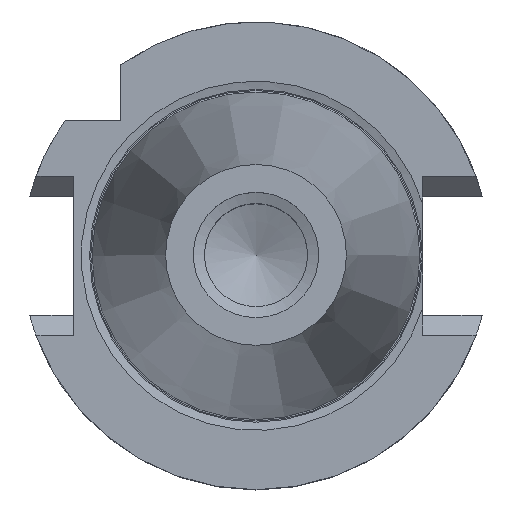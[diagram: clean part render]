
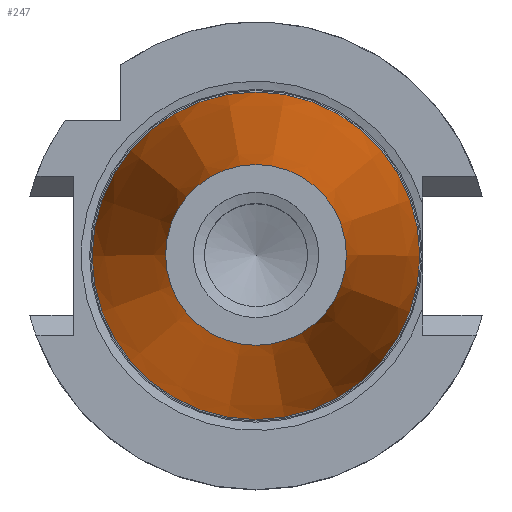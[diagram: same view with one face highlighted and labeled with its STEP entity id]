
A CAD part, top view. The second image highlights one B-rep face of the part: STEP entity #247.
In plain terms, the highlighted conical face has half-angle 8.298 degrees and reference radius 12.271 mm.
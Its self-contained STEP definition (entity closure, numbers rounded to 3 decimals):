
#231=CONICAL_SURFACE('',#922,12.271,8.298);
#247=ADVANCED_FACE('',(#317,#318),#231,.T.);
#317=FACE_BOUND('',#351,.T.);
#318=FACE_BOUND('',#352,.T.);
#351=EDGE_LOOP('',(#419));
#352=EDGE_LOOP('',(#420));
#419=ORIENTED_EDGE('',*,*,#737,.T.);
#420=ORIENTED_EDGE('',*,*,#735,.F.);
#650=VERTEX_POINT('',#1283);
#652=VERTEX_POINT('',#1289);
#735=EDGE_CURVE('',#650,#650,#853,.T.);
#737=EDGE_CURVE('',#652,#652,#855,.T.);
#853=CIRCLE('',#916,22.225);
#855=CIRCLE('',#920,12.271);
#916=AXIS2_PLACEMENT_3D('',#1282,#1025,#1026);
#920=AXIS2_PLACEMENT_3D('',#1288,#1033,#1034);
#922=AXIS2_PLACEMENT_3D('',#1291,#1037,#1038);
#1025=DIRECTION('',(0.,0.,-1.));
#1026=DIRECTION('',(-1.,0.,0.));
#1033=DIRECTION('',(0.,0.,-1.));
#1034=DIRECTION('',(-1.,0.,0.));
#1037=DIRECTION('',(0.,0.,-1.));
#1038=DIRECTION('',(-1.,0.,0.));
#1282=CARTESIAN_POINT('',(0.,0.,0.));
#1283=CARTESIAN_POINT('',(-22.225,0.,0.));
#1288=CARTESIAN_POINT('',(0.,0.,68.25));
#1289=CARTESIAN_POINT('',(-12.271,0.,68.25));
#1291=CARTESIAN_POINT('',(0.,0.,68.25));
